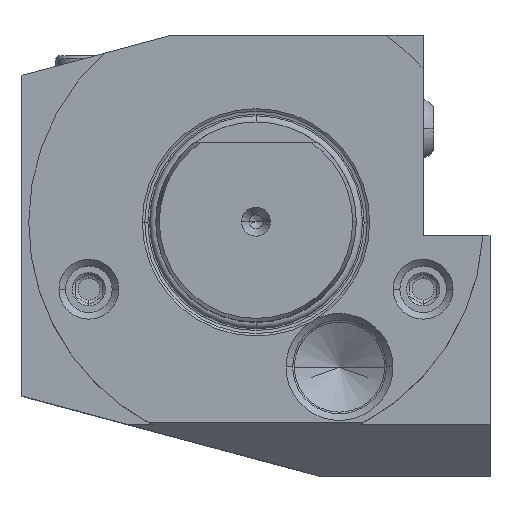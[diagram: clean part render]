
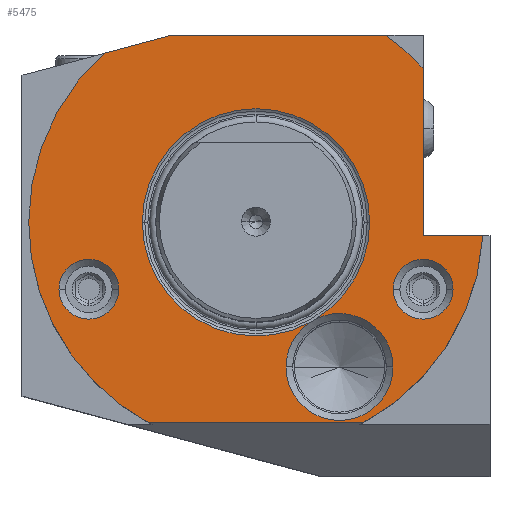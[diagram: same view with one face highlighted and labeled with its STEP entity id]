
A CAD part, top view. The second image highlights one B-rep face of the part: STEP entity #5475.
In plain terms, the highlighted planar face has unit normal (0, 0, 1).
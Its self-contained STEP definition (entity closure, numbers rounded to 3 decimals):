
#315=CARTESIAN_POINT('',(0,0,-55));
#316=DIRECTION('',(0,0,1));
#317=DIRECTION('',(-0.668,0.744,0));
#318=AXIS2_PLACEMENT_3D('',#315,#316,#317);
#320=DIRECTION('',(-0.966,-0.259,0));
#321=VECTOR('',#320,10.475);
#322=CARTESIAN_POINT('',(-12.608,28,-55));
#323=LINE('',#322,#321);
#324=DIRECTION('',(-1,0,0));
#325=VECTOR('',#324,31.895);
#326=CARTESIAN_POINT('',(19.287,28,-55));
#327=LINE('',#326,#325);
#328=CARTESIAN_POINT('',(0,0,-55));
#329=DIRECTION('',(0,0,1));
#330=DIRECTION('',(0.735,0.678,0));
#331=AXIS2_PLACEMENT_3D('',#328,#329,#330);
#333=DIRECTION('',(0,1,0));
#334=VECTOR('',#333,25.043);
#335=CARTESIAN_POINT('',(25,-2,-55));
#336=LINE('',#335,#334);
#337=DIRECTION('',(-1,0,0));
#338=VECTOR('',#337,8.941);
#339=CARTESIAN_POINT('',(33.941,-2,-55));
#340=LINE('',#339,#338);
#341=CARTESIAN_POINT('',(0,0,-55));
#342=DIRECTION('',(0,0,1));
#343=DIRECTION('',(0.471,-0.882,0));
#344=AXIS2_PLACEMENT_3D('',#341,#342,#343);
#346=CARTESIAN_POINT('',(0,0,-55));
#347=DIRECTION('',(0,0,1));
#348=DIRECTION('',(-1,0,0));
#349=AXIS2_PLACEMENT_3D('',#346,#347,#348);
#351=CARTESIAN_POINT('',(-25,-10,-55));
#352=DIRECTION('',(0,0,-1));
#353=DIRECTION('',(1,0,0));
#354=AXIS2_PLACEMENT_3D('',#351,#352,#353);
#356=CARTESIAN_POINT('',(-25,-10,-55));
#357=DIRECTION('',(0,0,-1));
#358=DIRECTION('',(-1,0,0));
#359=AXIS2_PLACEMENT_3D('',#356,#357,#358);
#361=CARTESIAN_POINT('',(25,-10,-55));
#362=DIRECTION('',(0,0,-1));
#363=DIRECTION('',(1,0,0));
#364=AXIS2_PLACEMENT_3D('',#361,#362,#363);
#366=CARTESIAN_POINT('',(25,-10,-55));
#367=DIRECTION('',(0,0,-1));
#368=DIRECTION('',(-1,0,0));
#369=AXIS2_PLACEMENT_3D('',#366,#367,#368);
#371=CARTESIAN_POINT('',(0,0,-55));
#372=DIRECTION('',(0,0,-1));
#373=DIRECTION('',(1,0,0));
#374=AXIS2_PLACEMENT_3D('',#371,#372,#373);
#376=CARTESIAN_POINT('',(0,0,-55));
#377=DIRECTION('',(0,0,-1));
#378=DIRECTION('',(-1,0,0));
#379=AXIS2_PLACEMENT_3D('',#376,#377,#378);
#381=CARTESIAN_POINT('',(0,0,-55));
#382=DIRECTION('',(0,0,-1));
#383=DIRECTION('',(0.476,-0.879,0));
#384=AXIS2_PLACEMENT_3D('',#381,#382,#383);
#386=CARTESIAN_POINT('',(12.49,-21.633,-55));
#387=DIRECTION('',(0,0,-1));
#388=DIRECTION('',(-1,0,0));
#389=AXIS2_PLACEMENT_3D('',#386,#387,#388);
#391=CARTESIAN_POINT('',(12.49,-21.633,-55));
#392=DIRECTION('',(0,0,-1));
#393=DIRECTION('',(1,0,0));
#394=AXIS2_PLACEMENT_3D('',#391,#392,#393);
#396=CARTESIAN_POINT('',(12.49,-21.633,-55));
#397=DIRECTION('',(0,0,-1));
#398=DIRECTION('',(-0.449,0.894,0));
#399=AXIS2_PLACEMENT_3D('',#396,#397,#398);
#463=DIRECTION('',(-1,0,0));
#464=VECTOR('',#463,32);
#465=CARTESIAN_POINT('',(16,-30,-55));
#466=LINE('',#465,#464);
#470=CARTESIAN_POINT('',(16,-30,-55));
#480=CARTESIAN_POINT('',(-16,-30,-55));
#1837=CARTESIAN_POINT('',(8.093,-14.95,-55));
#4224=CARTESIAN_POINT('',(20.49,-21.633,-55));
#4225=CARTESIAN_POINT('',(4.49,-21.633,-55));
#4226=VERTEX_POINT('',#4224);
#4227=VERTEX_POINT('',#4225);
#4294=CARTESIAN_POINT('',(17,0,-55));
#4295=CARTESIAN_POINT('',(8.901,-14.484,-55));
#4296=VERTEX_POINT('',#4294);
#4297=VERTEX_POINT('',#4295);
#4315=VERTEX_POINT('',#1837);
#4334=VERTEX_POINT('',#470);
#4367=CARTESIAN_POINT('',(-17,0,-55));
#4368=VERTEX_POINT('',#4367);
#4392=CARTESIAN_POINT('',(33.941,-2,-55));
#4394=VERTEX_POINT('',#4392);
#4406=VERTEX_POINT('',#480);
#4408=CARTESIAN_POINT('',(25,-2,-55));
#4409=VERTEX_POINT('',#4408);
#4411=CARTESIAN_POINT('',(25,23.043,-55));
#4412=CARTESIAN_POINT('',(19.287,28,-55));
#4413=VERTEX_POINT('',#4411);
#4414=VERTEX_POINT('',#4412);
#4421=CARTESIAN_POINT('',(-12.608,28,-55));
#4422=VERTEX_POINT('',#4421);
#4428=CARTESIAN_POINT('',(-22.726,25.289,-55));
#4429=VERTEX_POINT('',#4428);
#4444=CARTESIAN_POINT('',(20.525,-10,-55));
#4445=CARTESIAN_POINT('',(29.475,-10,-55));
#4446=VERTEX_POINT('',#4444);
#4447=VERTEX_POINT('',#4445);
#4468=CARTESIAN_POINT('',(-29.475,-10,-55));
#4469=CARTESIAN_POINT('',(-20.525,-10,-55));
#4470=VERTEX_POINT('',#4468);
#4471=VERTEX_POINT('',#4469);
#4472=CARTESIAN_POINT('',(-34,0,-55));
#4473=VERTEX_POINT('',#4472);
#5425=CARTESIAN_POINT('',(0,17,-55));
#5426=DIRECTION('',(0,0,-1));
#5427=DIRECTION('',(-1,0,0));
#5428=AXIS2_PLACEMENT_3D('',#5425,#5426,#5427);
#5429=PLANE('',#5428);
#5431=ORIENTED_EDGE('',*,*,#5430,.F.);
#5433=ORIENTED_EDGE('',*,*,#5432,.F.);
#5434=ORIENTED_EDGE('',*,*,#5394,.F.);
#5436=ORIENTED_EDGE('',*,*,#5435,.F.);
#5438=ORIENTED_EDGE('',*,*,#5437,.F.);
#5440=ORIENTED_EDGE('',*,*,#5439,.F.);
#5442=ORIENTED_EDGE('',*,*,#5441,.F.);
#5444=ORIENTED_EDGE('',*,*,#5443,.T.);
#5446=ORIENTED_EDGE('',*,*,#5445,.F.);
#5447=EDGE_LOOP('',(#5431,#5433,#5434,#5436,#5438,#5440,#5442,#5444,#5446));
#5448=FACE_OUTER_BOUND('',#5447,.F.);
#5450=ORIENTED_EDGE('',*,*,#5449,.F.);
#5452=ORIENTED_EDGE('',*,*,#5451,.F.);
#5453=EDGE_LOOP('',(#5450,#5452));
#5454=FACE_BOUND('',#5453,.F.);
#5456=ORIENTED_EDGE('',*,*,#5455,.F.);
#5458=ORIENTED_EDGE('',*,*,#5457,.F.);
#5459=EDGE_LOOP('',(#5456,#5458));
#5460=FACE_BOUND('',#5459,.F.);
#5462=ORIENTED_EDGE('',*,*,#5461,.F.);
#5464=ORIENTED_EDGE('',*,*,#5463,.F.);
#5466=ORIENTED_EDGE('',*,*,#5465,.F.);
#5468=ORIENTED_EDGE('',*,*,#5467,.F.);
#5470=ORIENTED_EDGE('',*,*,#5469,.F.);
#5472=ORIENTED_EDGE('',*,*,#5471,.F.);
#5473=EDGE_LOOP('',(#5462,#5464,#5466,#5468,#5470,#5472));
#5474=FACE_BOUND('',#5473,.F.);
#5475=ADVANCED_FACE('',(#5448,#5454,#5460,#5474),#5429,.F.);
#319=CIRCLE('',#318,34);
#332=CIRCLE('',#331,34);
#345=CIRCLE('',#344,34);
#350=CIRCLE('',#349,34);
#355=CIRCLE('',#354,4.475);
#360=CIRCLE('',#359,4.475);
#365=CIRCLE('',#364,4.475);
#370=CIRCLE('',#369,4.475);
#375=CIRCLE('',#374,17);
#380=CIRCLE('',#379,17);
#385=CIRCLE('',#384,17);
#390=CIRCLE('',#389,8);
#395=CIRCLE('',#394,8);
#400=CIRCLE('',#399,8);
#5394=EDGE_CURVE('',#4414,#4422,#327,.T.);
#5430=EDGE_CURVE('',#4429,#4473,#319,.T.);
#5432=EDGE_CURVE('',#4422,#4429,#323,.T.);
#5435=EDGE_CURVE('',#4413,#4414,#332,.T.);
#5437=EDGE_CURVE('',#4409,#4413,#336,.T.);
#5439=EDGE_CURVE('',#4394,#4409,#340,.T.);
#5441=EDGE_CURVE('',#4334,#4394,#345,.T.);
#5443=EDGE_CURVE('',#4334,#4406,#466,.T.);
#5445=EDGE_CURVE('',#4473,#4406,#350,.T.);
#5449=EDGE_CURVE('',#4471,#4470,#355,.T.);
#5451=EDGE_CURVE('',#4470,#4471,#360,.T.);
#5455=EDGE_CURVE('',#4447,#4446,#365,.T.);
#5457=EDGE_CURVE('',#4446,#4447,#370,.T.);
#5461=EDGE_CURVE('',#4296,#4297,#375,.T.);
#5463=EDGE_CURVE('',#4368,#4296,#380,.T.);
#5465=EDGE_CURVE('',#4315,#4368,#385,.T.);
#5467=EDGE_CURVE('',#4227,#4315,#390,.T.);
#5469=EDGE_CURVE('',#4226,#4227,#395,.T.);
#5471=EDGE_CURVE('',#4297,#4226,#400,.T.);
